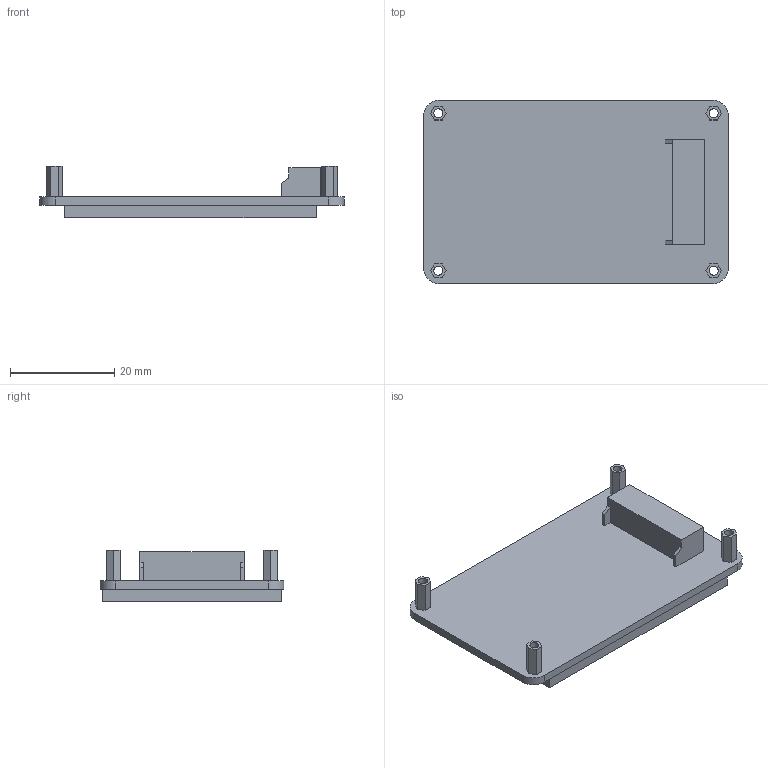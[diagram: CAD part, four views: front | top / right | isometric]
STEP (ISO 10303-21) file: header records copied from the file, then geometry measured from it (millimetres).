
FILE_DESCRIPTION(/* description */ (''),/* implementation_level */ '2;1');
FILE_NAME(/* name */ '',/* time_stamp */ '2023-01-19T22:21:02+01:00',/* author */ (''),/* organization */ (''),/* preprocessor_version */ 'ST-DEVELOPER v19.2',/* originating_system */ 'Autodesk Translation Framework v11.17.0.187',/* authorisation */ '');
FILE_SCHEMA (('AUTOMOTIVE_DESIGN { 1 0 10303 214 3 1 1 }'));
Length unit declared in the file: millimetre
Products named in the file (1): EKŁAn
Bounding box: 58.4 x 35.2 x 9.9 mm (x, y, z)
Volume: 7867.2 mm3; surface area: 5463 mm2
Topology: 1 solids, 1 shells, 63 faces, 162 edges, 108 vertices
Faces by surface type: plane 55, cylinder 8
Full cylindrical faces by diameter (mm): 1.7 x4
Entity records: 1978 total; most frequent: CARTESIAN_POINT 334, ORIENTED_EDGE 324, DIRECTION 306, EDGE_CURVE 162, LINE 146, VECTOR 146, VERTEX_POINT 108, AXIS2_PLACEMENT_3D 80
